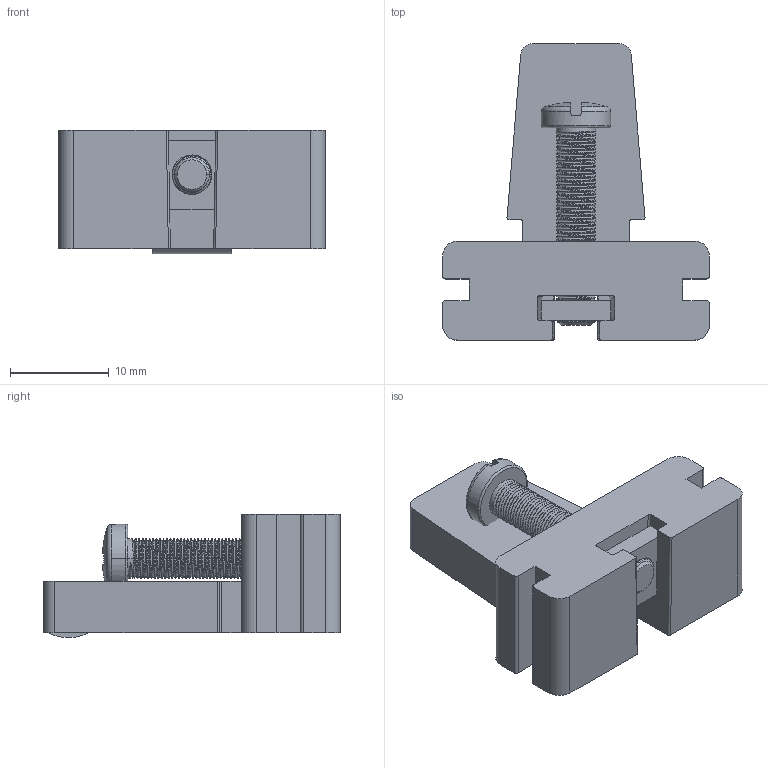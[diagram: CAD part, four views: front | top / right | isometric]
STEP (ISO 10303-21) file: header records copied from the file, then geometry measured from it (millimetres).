
FILE_DESCRIPTION((''),'2;1');
FILE_NAME('5YB574406_ASM','2023-10-25T',('dell'),(''),'PRO/ENGINEER BY PARAMETRIC TECHNOLOGY CORPORATION, 2013230','PRO/ENGINEER BY PARAMETRIC TECHNOLOGY CORPORATION, 2013230','');
FILE_SCHEMA(('AUTOMOTIVE_DESIGN { 1 0 10303 214 1 1 1 1 }'));
Length unit declared in the file: millimetre
Products named in the file (1): 5YB574406_ASM
Bounding box: 27 x 30 x 12.5 mm (x, y, z)
Volume: 4063.7 mm3; surface area: 3290.3 mm2
Topology: 1 solids, 4 shells, 260 faces, 753 edges, 495 vertices
Faces by surface type: cylinder 153, plane 56, bspline 37, cone 8, torus 4, sphere 2
Entity records: 20638 total; most frequent: CARTESIAN_POINT 12292, ORIENTED_EDGE 1494, DIRECTION 943, EDGE_CURVE 751, PRESENTATION_STYLE_ASSIGNMENT 600, STYLED_ITEM 600, CURVE_STYLE 516, VERTEX_POINT 495
